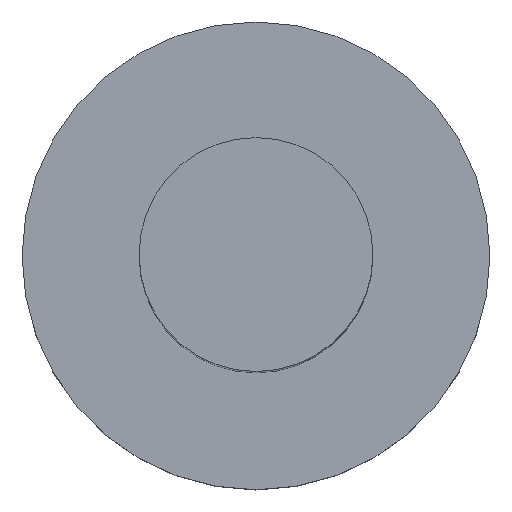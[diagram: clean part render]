
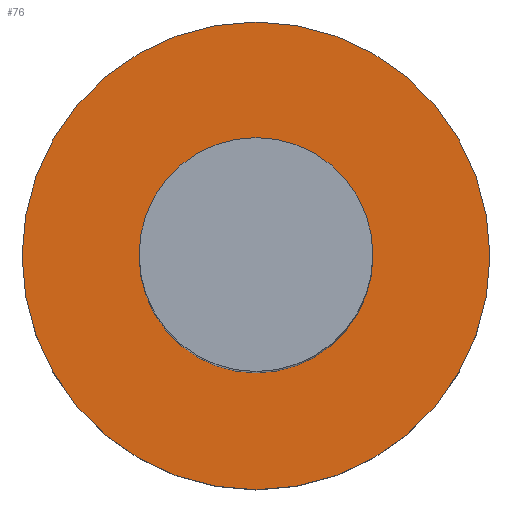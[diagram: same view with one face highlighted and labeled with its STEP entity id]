
A CAD part, top view. The second image highlights one B-rep face of the part: STEP entity #76.
In plain terms, the highlighted planar face has unit normal (0, 0, 1).
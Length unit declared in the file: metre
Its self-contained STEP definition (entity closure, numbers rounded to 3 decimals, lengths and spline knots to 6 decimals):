
#76 = ADVANCED_FACE( '', ( #84, #85 ), #86, .T. );
#84 = FACE_BOUND( '', #97, .T. );
#85 = FACE_OUTER_BOUND( '', #98, .T. );
#86 = PLANE( '', #99 );
#97 = EDGE_LOOP( '', ( #112 ) );
#98 = EDGE_LOOP( '', ( #113 ) );
#99 = AXIS2_PLACEMENT_3D( '', #114, #115, #116 );
#112 = ORIENTED_EDGE( '', *, *, #131, .F. );
#113 = ORIENTED_EDGE( '', *, *, #132, .T. );
#114 = CARTESIAN_POINT( '', ( 0., 0., 0. ) );
#115 = DIRECTION( '', ( 0., 0., 1. ) );
#116 = DIRECTION( '', ( 1., 0., 0. ) );
#131 = EDGE_CURVE( '', #136, #136, #137, .T. );
#132 = EDGE_CURVE( '', #138, #138, #139, .T. );
#136 = VERTEX_POINT( '', #144 );
#137 = CIRCLE( '', #145, 0.0075 );
#138 = VERTEX_POINT( '', #146 );
#139 = CIRCLE( '', #147, 0.015 );
#144 = CARTESIAN_POINT( '', ( 0.0075, 0., 0. ) );
#145 = AXIS2_PLACEMENT_3D( '', #153, #154, #155 );
#146 = CARTESIAN_POINT( '', ( 0.015, 0., 0. ) );
#147 = AXIS2_PLACEMENT_3D( '', #156, #157, #158 );
#153 = CARTESIAN_POINT( '', ( 0., 0., 0. ) );
#154 = DIRECTION( '', ( 0., 0., 1. ) );
#155 = DIRECTION( '', ( 1., 0., 0. ) );
#156 = CARTESIAN_POINT( '', ( 0., 0., 0. ) );
#157 = DIRECTION( '', ( 0., 0., 1. ) );
#158 = DIRECTION( '', ( 1., 0., 0. ) );
